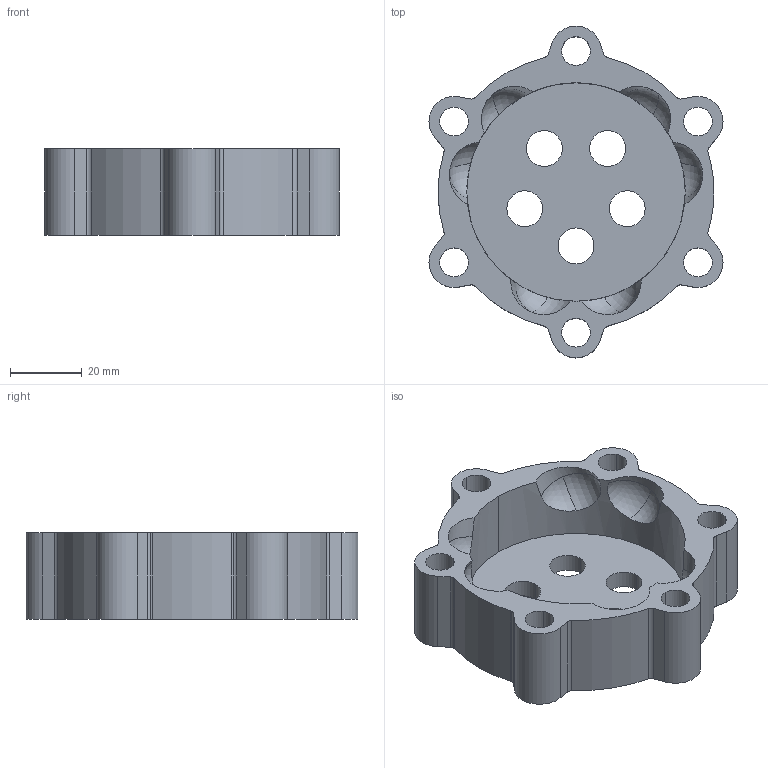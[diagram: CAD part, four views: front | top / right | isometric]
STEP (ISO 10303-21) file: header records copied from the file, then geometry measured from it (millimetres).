
FILE_DESCRIPTION (( 'STEP AP203' ), '1' );
FILE_NAME ('A-7 Left Inboard Axle Adapter - SCANCompatible - ExtendedGrooves - 24mm Lg.STEP', '2021-04-05T22:43:51', ( '' ), ( '' ), 'SwSTEP 2.0', 'SolidWorks 2020', '' );
FILE_SCHEMA (( 'CONFIG_CONTROL_DESIGN' ));
Length unit declared in the file: millimetre
Products named in the file (1): A-7 Left Inboard Axle Adapter - SCANCompatible - ExtendedGrooves - 24mm Lg
Bounding box: 81.91 x 92.42 x 24 mm (x, y, z)
Volume: 56902.9 mm3; surface area: 24209.4 mm2
Topology: 1 solids, 1 shells, 92 faces, 267 edges, 178 vertices
Faces by surface type: cylinder 65, plane 15, sphere 12
Entity records: 3474 total; most frequent: CARTESIAN_POINT 844, DIRECTION 565, ORIENTED_EDGE 534, EDGE_CURVE 267, AXIS2_PLACEMENT_3D 235, VERTEX_POINT 178, CIRCLE 142, EDGE_LOOP 115
